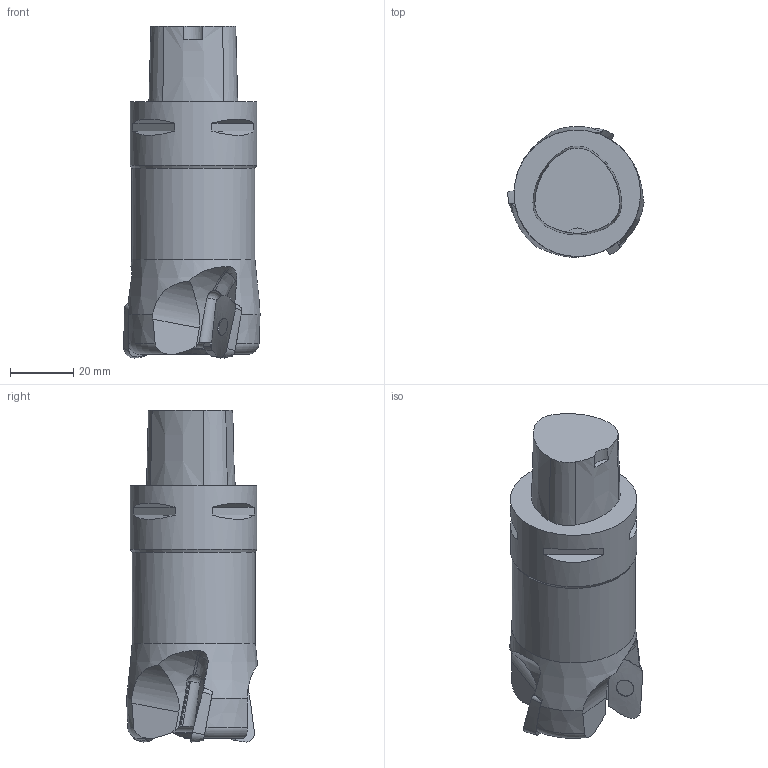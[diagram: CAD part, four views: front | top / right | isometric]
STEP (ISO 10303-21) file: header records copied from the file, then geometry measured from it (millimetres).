
FILE_DESCRIPTION(/* description */ (''),/* implementation_level */ '2;1');
FILE_NAME(/* name */ '1689333334884.stp',/* time_stamp */ '2023-07-14T16:45:48+05:00',/* author */ (''),/* organization */ ('SMS'),/* preprocessor_version */ 'ST-DEVELOPER v16.7',/* originating_system */ 'SIEMENS PLM Software NX 12.0',/* authorisation */ '');
FILE_SCHEMA (('AUTOMOTIVE_DESIGN { 1 0 10303 214 3 1 1 1 }'));
Length unit declared in the file: millimetre
Products named in the file (4): 204824786mod000_00; ASSEMBLY_CONSTRUCTION; 204818399mod000_00; 204818530mod000_00
Assembly tree (5 placements, depth 2):
  204818530mod000_00
    204818399mod000_00
    ASSEMBLY_CONSTRUCTION
    204824786mod000_00  x3
Bounding box: 43.07 x 41.38 x 105.01 mm (x, y, z)
Volume: 102460.6 mm3; surface area: 16574 mm2
Topology: 4 solids, 4 shells, 178 faces, 526 edges, 379 vertices
Faces by surface type: bspline 48, plane 46, cone 24, torus 21, extrusion 18, cylinder 18, sphere 3
Full cylindrical faces by diameter (mm): 4.1 x6, 39 x1, 40 x1
Entity records: 7519 total; most frequent: CARTESIAN_POINT 4225, ORIENTED_EDGE 726, DIRECTION 480, EDGE_CURVE 363, VERTEX_POINT 260, B_SPLINE_CURVE_WITH_KNOTS 207, AXIS2_PLACEMENT_3D 205, EDGE_LOOP 174
